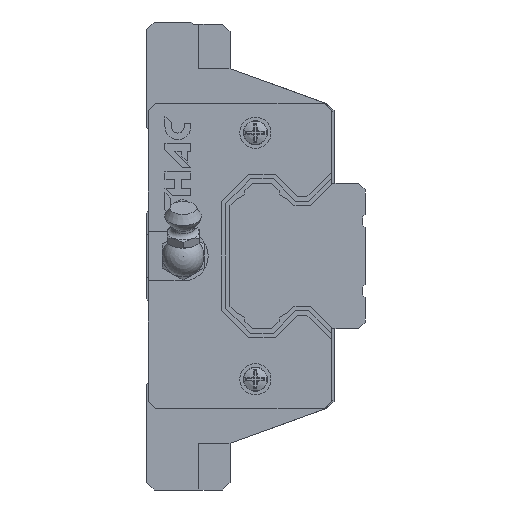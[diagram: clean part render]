
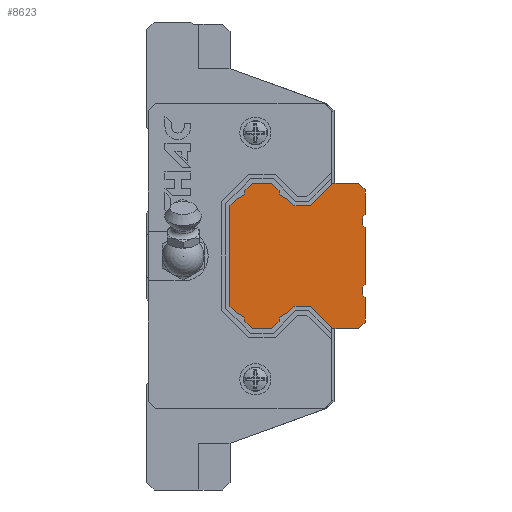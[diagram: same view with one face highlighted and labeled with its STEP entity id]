
A CAD part, left-side view. The second image highlights one B-rep face of the part: STEP entity #8623.
In plain terms, the highlighted planar face has unit normal (-1, 0, 0).
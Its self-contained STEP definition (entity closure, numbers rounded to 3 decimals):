
#232=CIRCLE('',#9202,1.411);
#233=CIRCLE('',#9203,1.411);
#234=CIRCLE('',#9204,1.411);
#235=CIRCLE('',#9205,1.411);
#453=ORIENTED_EDGE('',*,*,#2948,.T.);
#454=ORIENTED_EDGE('',*,*,#2949,.T.);
#455=ORIENTED_EDGE('',*,*,#2950,.T.);
#456=ORIENTED_EDGE('',*,*,#2914,.F.);
#457=ORIENTED_EDGE('',*,*,#2951,.T.);
#458=ORIENTED_EDGE('',*,*,#2952,.T.);
#459=ORIENTED_EDGE('',*,*,#2953,.T.);
#460=ORIENTED_EDGE('',*,*,#2918,.F.);
#461=ORIENTED_EDGE('',*,*,#2954,.F.);
#462=ORIENTED_EDGE('',*,*,#2955,.F.);
#463=ORIENTED_EDGE('',*,*,#2956,.F.);
#464=ORIENTED_EDGE('',*,*,#2957,.F.);
#465=ORIENTED_EDGE('',*,*,#2958,.F.);
#466=ORIENTED_EDGE('',*,*,#2959,.T.);
#467=ORIENTED_EDGE('',*,*,#2960,.F.);
#468=ORIENTED_EDGE('',*,*,#2961,.F.);
#469=ORIENTED_EDGE('',*,*,#2962,.F.);
#470=ORIENTED_EDGE('',*,*,#2963,.T.);
#471=ORIENTED_EDGE('',*,*,#2964,.F.);
#472=ORIENTED_EDGE('',*,*,#2965,.F.);
#473=ORIENTED_EDGE('',*,*,#2966,.F.);
#474=ORIENTED_EDGE('',*,*,#2967,.T.);
#475=ORIENTED_EDGE('',*,*,#2968,.F.);
#476=ORIENTED_EDGE('',*,*,#2969,.F.);
#477=ORIENTED_EDGE('',*,*,#2970,.F.);
#478=ORIENTED_EDGE('',*,*,#2971,.T.);
#479=ORIENTED_EDGE('',*,*,#2972,.F.);
#480=ORIENTED_EDGE('',*,*,#2973,.F.);
#481=ORIENTED_EDGE('',*,*,#2974,.F.);
#482=ORIENTED_EDGE('',*,*,#2975,.F.);
#483=ORIENTED_EDGE('',*,*,#2976,.F.);
#484=ORIENTED_EDGE('',*,*,#2905,.F.);
#2905=EDGE_CURVE('',#4154,#4155,#5005,.T.);
#2914=EDGE_CURVE('',#4163,#4161,#5011,.T.);
#2918=EDGE_CURVE('',#4167,#4165,#5015,.T.);
#2948=EDGE_CURVE('',#4154,#4194,#5041,.T.);
#2949=EDGE_CURVE('',#4194,#4195,#5042,.T.);
#2950=EDGE_CURVE('',#4195,#4161,#5043,.T.);
#2951=EDGE_CURVE('',#4163,#4196,#5044,.T.);
#2952=EDGE_CURVE('',#4196,#4197,#5045,.T.);
#2953=EDGE_CURVE('',#4197,#4165,#5046,.T.);
#2954=EDGE_CURVE('',#4198,#4167,#5047,.T.);
#2955=EDGE_CURVE('',#4199,#4198,#5048,.T.);
#2956=EDGE_CURVE('',#4200,#4199,#5049,.T.);
#2957=EDGE_CURVE('',#4201,#4200,#5050,.T.);
#2958=EDGE_CURVE('',#4202,#4201,#5051,.T.);
#2959=EDGE_CURVE('',#4202,#4203,#232,.T.);
#2960=EDGE_CURVE('',#4204,#4203,#5052,.T.);
#2961=EDGE_CURVE('',#4205,#4204,#5053,.T.);
#2962=EDGE_CURVE('',#4206,#4205,#5054,.T.);
#2963=EDGE_CURVE('',#4206,#4207,#233,.T.);
#2964=EDGE_CURVE('',#4208,#4207,#5055,.T.);
#2965=EDGE_CURVE('',#4209,#4208,#5056,.T.);
#2966=EDGE_CURVE('',#4210,#4209,#5057,.T.);
#2967=EDGE_CURVE('',#4210,#4211,#234,.T.);
#2968=EDGE_CURVE('',#4212,#4211,#5058,.T.);
#2969=EDGE_CURVE('',#4213,#4212,#5059,.T.);
#2970=EDGE_CURVE('',#4214,#4213,#5060,.T.);
#2971=EDGE_CURVE('',#4214,#4215,#235,.T.);
#2972=EDGE_CURVE('',#4216,#4215,#5061,.T.);
#2973=EDGE_CURVE('',#4217,#4216,#5062,.T.);
#2974=EDGE_CURVE('',#4218,#4217,#5063,.T.);
#2975=EDGE_CURVE('',#4219,#4218,#5064,.T.);
#2976=EDGE_CURVE('',#4155,#4219,#5065,.T.);
#4154=VERTEX_POINT('',#12307);
#4155=VERTEX_POINT('',#12309);
#4161=VERTEX_POINT('',#12322);
#4163=VERTEX_POINT('',#12326);
#4165=VERTEX_POINT('',#12331);
#4167=VERTEX_POINT('',#12335);
#4194=VERTEX_POINT('',#12395);
#4195=VERTEX_POINT('',#12397);
#4196=VERTEX_POINT('',#12400);
#4197=VERTEX_POINT('',#12402);
#4198=VERTEX_POINT('',#12405);
#4199=VERTEX_POINT('',#12407);
#4200=VERTEX_POINT('',#12409);
#4201=VERTEX_POINT('',#12411);
#4202=VERTEX_POINT('',#12413);
#4203=VERTEX_POINT('',#12415);
#4204=VERTEX_POINT('',#12417);
#4205=VERTEX_POINT('',#12419);
#4206=VERTEX_POINT('',#12421);
#4207=VERTEX_POINT('',#12423);
#4208=VERTEX_POINT('',#12425);
#4209=VERTEX_POINT('',#12427);
#4210=VERTEX_POINT('',#12429);
#4211=VERTEX_POINT('',#12431);
#4212=VERTEX_POINT('',#12433);
#4213=VERTEX_POINT('',#12435);
#4214=VERTEX_POINT('',#12437);
#4215=VERTEX_POINT('',#12439);
#4216=VERTEX_POINT('',#12441);
#4217=VERTEX_POINT('',#12443);
#4218=VERTEX_POINT('',#12445);
#4219=VERTEX_POINT('',#12447);
#5005=LINE('',#12308,#6031);
#5011=LINE('',#12327,#6037);
#5015=LINE('',#12336,#6041);
#5041=LINE('',#12394,#6067);
#5042=LINE('',#12396,#6068);
#5043=LINE('',#12398,#6069);
#5044=LINE('',#12399,#6070);
#5045=LINE('',#12401,#6071);
#5046=LINE('',#12403,#6072);
#5047=LINE('',#12404,#6073);
#5048=LINE('',#12406,#6074);
#5049=LINE('',#12408,#6075);
#5050=LINE('',#12410,#6076);
#5051=LINE('',#12412,#6077);
#5052=LINE('',#12416,#6078);
#5053=LINE('',#12418,#6079);
#5054=LINE('',#12420,#6080);
#5055=LINE('',#12424,#6081);
#5056=LINE('',#12426,#6082);
#5057=LINE('',#12428,#6083);
#5058=LINE('',#12432,#6084);
#5059=LINE('',#12434,#6085);
#5060=LINE('',#12436,#6086);
#5061=LINE('',#12440,#6087);
#5062=LINE('',#12442,#6088);
#5063=LINE('',#12444,#6089);
#5064=LINE('',#12446,#6090);
#5065=LINE('',#12448,#6091);
#6031=VECTOR('',#9890,1000.);
#6037=VECTOR('',#9904,1000.);
#6041=VECTOR('',#9910,1000.);
#6067=VECTOR('',#9948,1000.);
#6068=VECTOR('',#9949,1000.);
#6069=VECTOR('',#9950,1000.);
#6070=VECTOR('',#9951,1000.);
#6071=VECTOR('',#9952,1000.);
#6072=VECTOR('',#9953,1000.);
#6073=VECTOR('',#9954,1000.);
#6074=VECTOR('',#9955,1000.);
#6075=VECTOR('',#9956,1000.);
#6076=VECTOR('',#9957,1000.);
#6077=VECTOR('',#9958,1000.);
#6078=VECTOR('',#9961,1000.);
#6079=VECTOR('',#9962,1000.);
#6080=VECTOR('',#9963,1000.);
#6081=VECTOR('',#9966,1000.);
#6082=VECTOR('',#9967,1000.);
#6083=VECTOR('',#9968,1000.);
#6084=VECTOR('',#9971,1000.);
#6085=VECTOR('',#9972,1000.);
#6086=VECTOR('',#9973,1000.);
#6087=VECTOR('',#9976,1000.);
#6088=VECTOR('',#9977,1000.);
#6089=VECTOR('',#9978,1000.);
#6090=VECTOR('',#9979,1000.);
#6091=VECTOR('',#9980,1000.);
#7063=EDGE_LOOP('',(#453,#454,#455,#456,#457,#458,#459,#460,#461,#462,#463,
#464,#465,#466,#467,#468,#469,#470,#471,#472,#473,#474,#475,#476,#477,#478,
#479,#480,#481,#482,#483,#484));
#7651=FACE_BOUND('',#7063,.T.);
#8236=PLANE('',#9201);
#8623=ADVANCED_FACE('',(#7651),#8236,.F.);
#9201=AXIS2_PLACEMENT_3D('',#12393,#9946,#9947);
#9202=AXIS2_PLACEMENT_3D('',#12414,#9959,#9960);
#9203=AXIS2_PLACEMENT_3D('',#12422,#9964,#9965);
#9204=AXIS2_PLACEMENT_3D('',#12430,#9969,#9970);
#9205=AXIS2_PLACEMENT_3D('',#12438,#9974,#9975);
#9890=DIRECTION('',(0.,0.,-1.));
#9904=DIRECTION('',(0.,0.,-1.));
#9910=DIRECTION('',(0.,0.,-1.));
#9946=DIRECTION('',(1.,0.,0.));
#9947=DIRECTION('',(0.,0.,-1.));
#9948=DIRECTION('',(0.,0.707,0.707));
#9949=DIRECTION('',(0.,0.,1.));
#9950=DIRECTION('',(0.,-0.707,0.707));
#9951=DIRECTION('',(0.,0.707,0.707));
#9952=DIRECTION('',(0.,0.,1.));
#9953=DIRECTION('',(0.,-0.707,0.707));
#9954=DIRECTION('',(0.,-0.707,-0.707));
#9955=DIRECTION('',(0.,-1.,0.));
#9956=DIRECTION('',(0.,-0.707,0.707));
#9957=DIRECTION('',(0.,-1.,0.));
#9958=DIRECTION('',(0.,-0.707,-0.707));
#9959=DIRECTION('',(1.,0.,0.));
#9960=DIRECTION('',(0.,0.,-1.));
#9961=DIRECTION('',(0.,-0.707,-0.707));
#9962=DIRECTION('',(0.,-1.,0.));
#9963=DIRECTION('',(0.,-0.707,0.707));
#9964=DIRECTION('',(1.,0.,0.));
#9965=DIRECTION('',(0.,0.,-1.));
#9966=DIRECTION('',(0.,-0.707,0.707));
#9967=DIRECTION('',(0.,0.,1.));
#9968=DIRECTION('',(0.,0.707,0.707));
#9969=DIRECTION('',(1.,0.,0.));
#9970=DIRECTION('',(0.,0.,-1.));
#9971=DIRECTION('',(0.,0.707,0.707));
#9972=DIRECTION('',(0.,1.,0.));
#9973=DIRECTION('',(0.,0.707,-0.707));
#9974=DIRECTION('',(1.,0.,0.));
#9975=DIRECTION('',(0.,0.,-1.));
#9976=DIRECTION('',(0.,0.707,-0.707));
#9977=DIRECTION('',(0.,1.,0.));
#9978=DIRECTION('',(0.,0.707,0.707));
#9979=DIRECTION('',(0.,1.,0.));
#9980=DIRECTION('',(0.,0.707,-0.707));
#12307=CARTESIAN_POINT('',(-100.,0.,-8.));
#12308=CARTESIAN_POINT('',(-100.,0.,12.7));
#12309=CARTESIAN_POINT('',(-100.,0.,-12.7));
#12322=CARTESIAN_POINT('',(-100.,0.,-5.5));
#12326=CARTESIAN_POINT('',(-100.,0.,5.5));
#12327=CARTESIAN_POINT('',(-100.,0.,12.7));
#12331=CARTESIAN_POINT('',(-100.,0.,8.));
#12335=CARTESIAN_POINT('',(-100.,0.,12.7));
#12336=CARTESIAN_POINT('',(-100.,0.,12.7));
#12393=CARTESIAN_POINT('',(-100.,15.159,12.541));
#12394=CARTESIAN_POINT('',(-100.,0.,-8.));
#12395=CARTESIAN_POINT('',(-100.,0.5,-7.5));
#12396=CARTESIAN_POINT('',(-100.,0.5,-7.5));
#12397=CARTESIAN_POINT('',(-100.,0.5,-6.));
#12398=CARTESIAN_POINT('',(-100.,0.5,-6.));
#12399=CARTESIAN_POINT('',(-100.,0.,5.5));
#12400=CARTESIAN_POINT('',(-100.,0.5,6.));
#12401=CARTESIAN_POINT('',(-100.,0.5,6.));
#12402=CARTESIAN_POINT('',(-100.,0.5,7.5));
#12403=CARTESIAN_POINT('',(-100.,0.5,7.5));
#12404=CARTESIAN_POINT('',(-100.,1.3,14.));
#12405=CARTESIAN_POINT('',(-100.,1.3,14.));
#12406=CARTESIAN_POINT('',(-100.,6.2,14.));
#12407=CARTESIAN_POINT('',(-100.,6.2,14.));
#12408=CARTESIAN_POINT('',(-100.,10.505,9.695));
#12409=CARTESIAN_POINT('',(-100.,10.505,9.695));
#12410=CARTESIAN_POINT('',(-100.,13.7,9.695));
#12411=CARTESIAN_POINT('',(-100.,13.7,9.695));
#12412=CARTESIAN_POINT('',(-100.,15.135,11.13));
#12413=CARTESIAN_POINT('',(-100.,15.135,11.13));
#12414=CARTESIAN_POINT('',(-100.,15.159,12.541));
#12415=CARTESIAN_POINT('',(-100.,16.57,12.565));
#12416=CARTESIAN_POINT('',(-100.,18.005,14.));
#12417=CARTESIAN_POINT('',(-100.,18.005,14.));
#12418=CARTESIAN_POINT('',(-100.,21.695,14.));
#12419=CARTESIAN_POINT('',(-100.,21.695,14.));
#12420=CARTESIAN_POINT('',(-100.,23.13,12.565));
#12421=CARTESIAN_POINT('',(-100.,23.13,12.565));
#12422=CARTESIAN_POINT('',(-100.,24.541,12.541));
#12423=CARTESIAN_POINT('',(-100.,24.565,11.13));
#12424=CARTESIAN_POINT('',(-100.,26.,9.695));
#12425=CARTESIAN_POINT('',(-100.,26.,9.695));
#12426=CARTESIAN_POINT('',(-100.,26.,-9.695));
#12427=CARTESIAN_POINT('',(-100.,26.,-9.695));
#12428=CARTESIAN_POINT('',(-100.,24.565,-11.13));
#12429=CARTESIAN_POINT('',(-100.,24.565,-11.13));
#12430=CARTESIAN_POINT('',(-100.,24.541,-12.541));
#12431=CARTESIAN_POINT('',(-100.,23.13,-12.565));
#12432=CARTESIAN_POINT('',(-100.,21.695,-14.));
#12433=CARTESIAN_POINT('',(-100.,21.695,-14.));
#12434=CARTESIAN_POINT('',(-100.,18.005,-14.));
#12435=CARTESIAN_POINT('',(-100.,18.005,-14.));
#12436=CARTESIAN_POINT('',(-100.,16.57,-12.565));
#12437=CARTESIAN_POINT('',(-100.,16.57,-12.565));
#12438=CARTESIAN_POINT('',(-100.,15.159,-12.541));
#12439=CARTESIAN_POINT('',(-100.,15.135,-11.13));
#12440=CARTESIAN_POINT('',(-100.,13.7,-9.695));
#12441=CARTESIAN_POINT('',(-100.,13.7,-9.695));
#12442=CARTESIAN_POINT('',(-100.,10.505,-9.695));
#12443=CARTESIAN_POINT('',(-100.,10.505,-9.695));
#12444=CARTESIAN_POINT('',(-100.,6.2,-14.));
#12445=CARTESIAN_POINT('',(-100.,6.2,-14.));
#12446=CARTESIAN_POINT('',(-100.,1.3,-14.));
#12447=CARTESIAN_POINT('',(-100.,1.3,-14.));
#12448=CARTESIAN_POINT('',(-100.,0.,-12.7));
